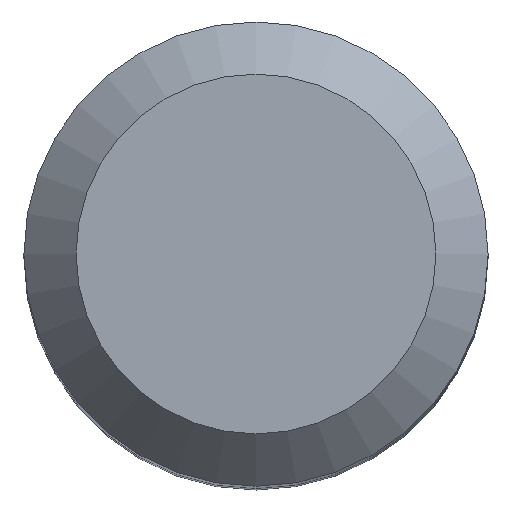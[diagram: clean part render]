
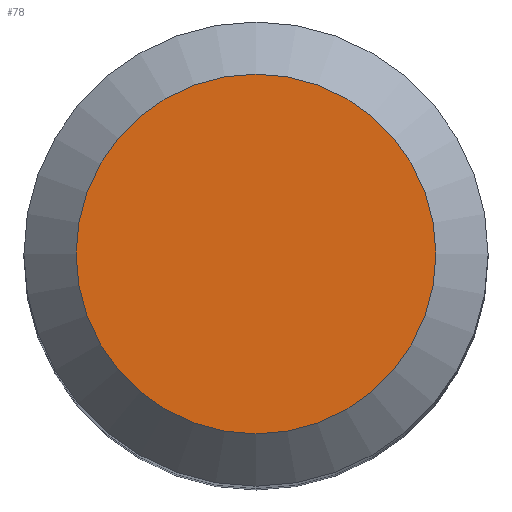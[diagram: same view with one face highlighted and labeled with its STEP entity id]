
A CAD part, top view. The second image highlights one B-rep face of the part: STEP entity #78.
In plain terms, the highlighted planar face has unit normal (0, 0, 1).
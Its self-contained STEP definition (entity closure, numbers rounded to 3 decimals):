
#62=PLANE('',#196);
#67=FACE_OUTER_BOUND('',#110,.T.);
#78=ADVANCED_FACE('',(#67),#62,.T.);
#110=EDGE_LOOP('',(#126));
#126=ORIENTED_EDGE('',*,*,#143,.F.);
#135=VERTEX_POINT('',#287);
#143=EDGE_CURVE('',#135,#135,#150,.T.);
#150=CIRCLE('',#194,6.2);
#194=AXIS2_PLACEMENT_3D('',#286,#235,#236);
#196=AXIS2_PLACEMENT_3D('',#289,#239,#240);
#235=DIRECTION('',(0.,0.,-1.));
#236=DIRECTION('',(-1.,0.,0.));
#239=DIRECTION('',(0.,0.,1.));
#240=DIRECTION('',(-1.,0.,0.));
#286=CARTESIAN_POINT('',(0.,0.,45.));
#287=CARTESIAN_POINT('',(-6.2,0.,45.));
#289=CARTESIAN_POINT('',(0.,6.2,45.));
